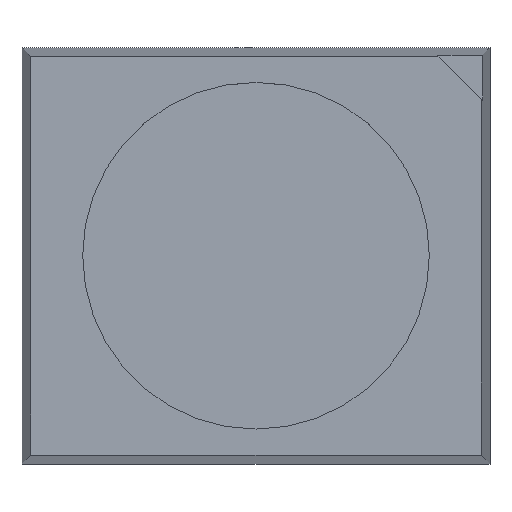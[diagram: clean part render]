
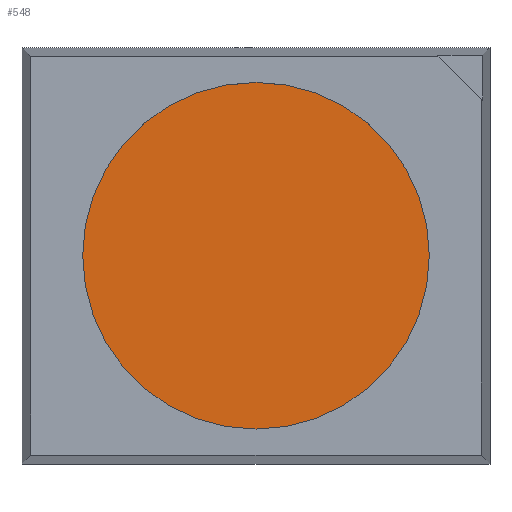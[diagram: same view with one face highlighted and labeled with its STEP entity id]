
A CAD part, top view. The second image highlights one B-rep face of the part: STEP entity #548.
In plain terms, the highlighted planar face has unit normal (0, 0, 1).
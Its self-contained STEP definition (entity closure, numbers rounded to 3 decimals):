
#169=ORIENTED_EDGE('',*,*,#324,.F.);
#324=EDGE_CURVE('',#402,#402,#442,.T.);
#402=VERTEX_POINT('',#831);
#442=CIRCLE('',#599,1.);
#452=EDGE_LOOP('',(#169));
#488=FACE_BOUND('',#452,.T.);
#521=PLANE('',#600);
#548=ADVANCED_FACE('',(#488),#521,.T.);
#599=AXIS2_PLACEMENT_3D('',#830,#665,#666);
#600=AXIS2_PLACEMENT_3D('',#832,#667,#668);
#665=DIRECTION('',(0.,0.,-1.));
#666=DIRECTION('',(1.,0.,0.));
#667=DIRECTION('',(0.,0.,1.));
#668=DIRECTION('',(1.,0.,0.));
#830=CARTESIAN_POINT('',(1.671,33.802,3.795));
#831=CARTESIAN_POINT('',(2.671,33.802,3.795));
#832=CARTESIAN_POINT('',(1.671,33.802,3.795));
